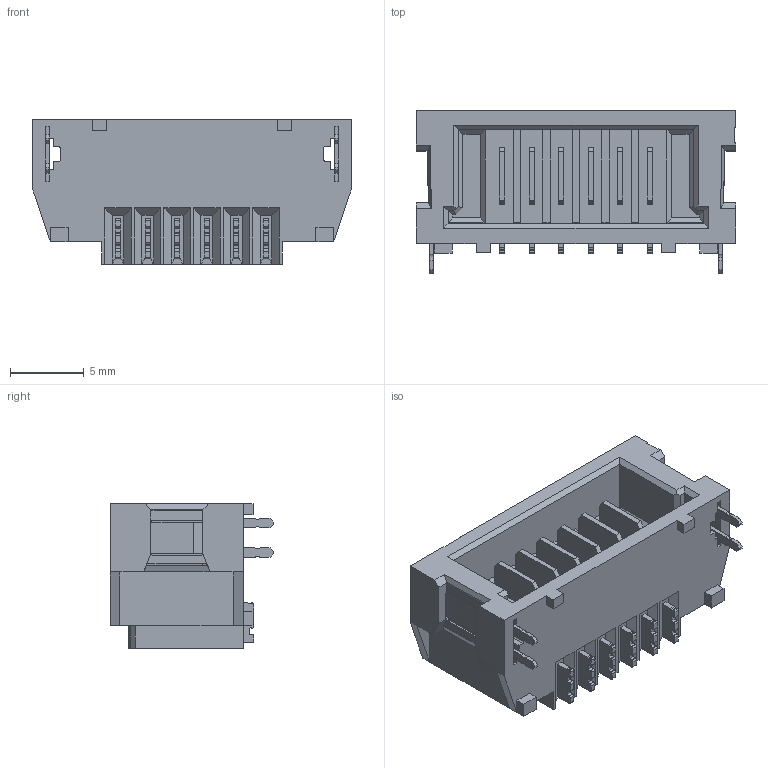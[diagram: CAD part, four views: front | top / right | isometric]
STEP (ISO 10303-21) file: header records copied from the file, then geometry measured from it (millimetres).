
FILE_DESCRIPTION (( 'STEP AP214' ), '1' );
FILE_NAME ('UMPT-06-01-L-RA-WT-M-TR.STEP', '2022-01-07T03:16:37', ( '' ), ( '' ), 'SwSTEP 2.0', 'SolidWorks 2017', '' );
FILE_SCHEMA (( 'AUTOMOTIVE_DESIGN' ));
Length unit declared in the file: millimetre
Products named in the file (1): UMPT-06-01-L-RA-WT-M-TR
Bounding box: 21.6 x 11.05 x 9.75 mm (x, y, z)
Volume: 1243.7 mm3; surface area: 1640.6 mm2
Topology: 15 solids, 15 shells, 658 faces, 1831 edges, 1200 vertices
Faces by surface type: plane 482, cylinder 176
Entity records: 21055 total; most frequent: CARTESIAN_POINT 3762, ORIENTED_EDGE 3662, DIRECTION 3457, EDGE_CURVE 1831, LINE 1475, VECTOR 1475, VERTEX_POINT 1200, AXIS2_PLACEMENT_3D 991
